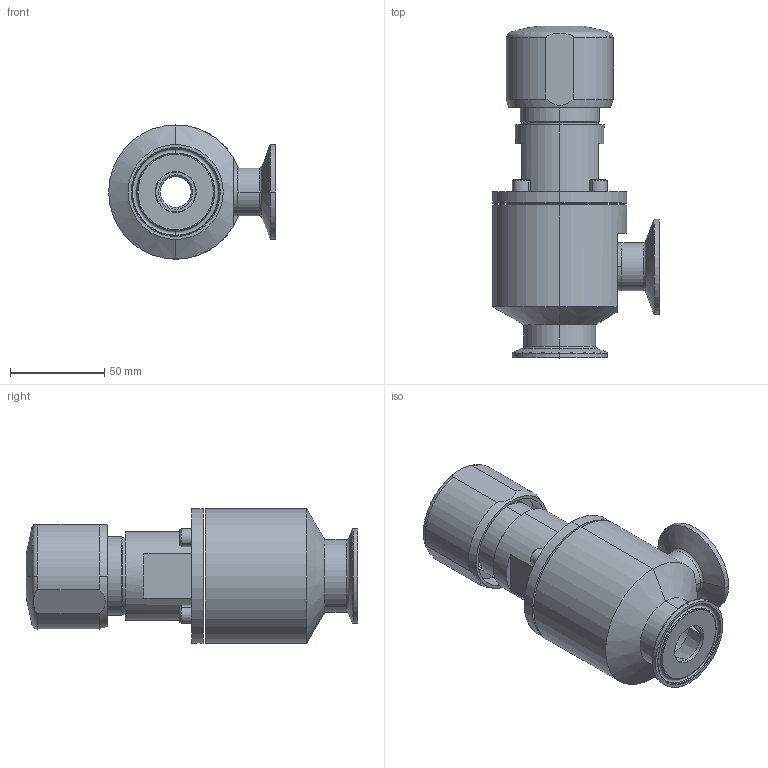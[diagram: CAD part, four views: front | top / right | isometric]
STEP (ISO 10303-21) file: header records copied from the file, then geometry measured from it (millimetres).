
FILE_DESCRIPTION (( 'STEP AP203' ), '1' );
FILE_NAME ('MK978M-100.STEP', '2022-06-10T17:05:02', ( '' ), ( '' ), 'SwSTEP 2.0', 'SolidWorks 2018', '' );
FILE_SCHEMA (( 'CONFIG_CONTROL_DESIGN' ));
Length unit declared in the file: inch
Products named in the file (1): MK978M-100
Bounding box: 88.39 x 175.99 x 71.12 mm (x, y, z)
Surface area: 60394.6 mm2 (no closed solid volume)
Topology: 0 solids, 15 shells, 167 faces, 442 edges, 285 vertices
Faces by surface type: plane 55, cylinder 48, cone 40, torus 20, bspline 2, sphere 2
Entity records: 6585 total; most frequent: CARTESIAN_POINT 2286, DIRECTION 977, ORIENTED_EDGE 757, EDGE_CURVE 436, AXIS2_PLACEMENT_3D 390, VERTEX_POINT 285, CIRCLE 224, VECTOR 197
